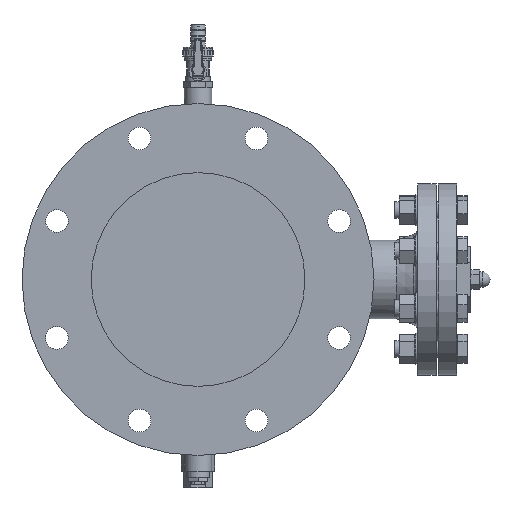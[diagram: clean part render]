
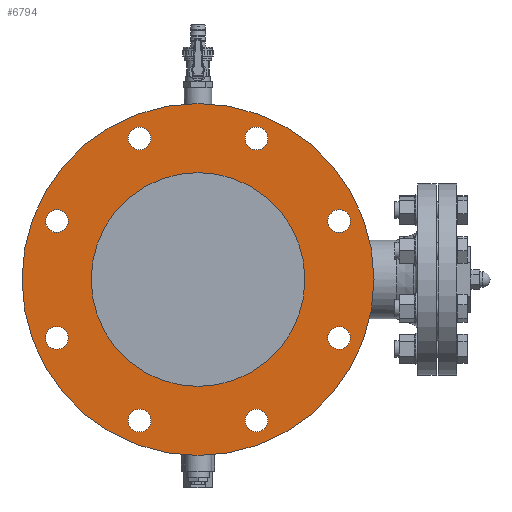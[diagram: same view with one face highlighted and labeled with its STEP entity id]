
A CAD part, left-side view. The second image highlights one B-rep face of the part: STEP entity #6794.
In plain terms, the highlighted planar face has unit normal (-1, 0, 0).
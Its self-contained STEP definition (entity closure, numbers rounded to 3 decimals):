
#408=FACE_BOUND('',#1786,.T.);
#409=FACE_BOUND('',#1787,.T.);
#410=FACE_BOUND('',#1788,.T.);
#411=FACE_BOUND('',#1789,.T.);
#412=FACE_BOUND('',#1790,.T.);
#413=FACE_BOUND('',#1791,.T.);
#414=FACE_BOUND('',#1792,.T.);
#415=FACE_BOUND('',#1793,.T.);
#416=FACE_BOUND('',#1794,.T.);
#660=CIRCLE('',#7423,11.);
#661=CIRCLE('',#7425,11.);
#662=CIRCLE('',#7427,11.);
#663=CIRCLE('',#7429,11.);
#664=CIRCLE('',#7431,11.);
#665=CIRCLE('',#7433,11.);
#666=CIRCLE('',#7435,11.);
#667=CIRCLE('',#7437,11.);
#668=CIRCLE('',#7439,170.);
#678=CIRCLE('',#7470,103.25);
#1134=FACE_OUTER_BOUND('',#1785,.T.);
#1785=EDGE_LOOP('',(#5714));
#1786=EDGE_LOOP('',(#5715));
#1787=EDGE_LOOP('',(#5716));
#1788=EDGE_LOOP('',(#5717));
#1789=EDGE_LOOP('',(#5718));
#1790=EDGE_LOOP('',(#5719));
#1791=EDGE_LOOP('',(#5720));
#1792=EDGE_LOOP('',(#5721));
#1793=EDGE_LOOP('',(#5722));
#1794=EDGE_LOOP('',(#5723));
#3389=VERTEX_POINT('',#11801);
#3390=VERTEX_POINT('',#11804);
#3391=VERTEX_POINT('',#11807);
#3392=VERTEX_POINT('',#11810);
#3393=VERTEX_POINT('',#11813);
#3394=VERTEX_POINT('',#11816);
#3395=VERTEX_POINT('',#11819);
#3396=VERTEX_POINT('',#11822);
#3397=VERTEX_POINT('',#11825);
#3420=VERTEX_POINT('',#11908);
#4175=EDGE_CURVE('',#3389,#3389,#660,.T.);
#4176=EDGE_CURVE('',#3390,#3390,#661,.T.);
#4177=EDGE_CURVE('',#3391,#3391,#662,.T.);
#4178=EDGE_CURVE('',#3392,#3392,#663,.T.);
#4179=EDGE_CURVE('',#3393,#3393,#664,.T.);
#4180=EDGE_CURVE('',#3394,#3394,#665,.T.);
#4181=EDGE_CURVE('',#3395,#3395,#666,.T.);
#4182=EDGE_CURVE('',#3396,#3396,#667,.T.);
#4183=EDGE_CURVE('',#3397,#3397,#668,.T.);
#4222=EDGE_CURVE('',#3420,#3420,#678,.T.);
#5714=ORIENTED_EDGE('',*,*,#4183,.F.);
#5715=ORIENTED_EDGE('',*,*,#4222,.T.);
#5716=ORIENTED_EDGE('',*,*,#4175,.T.);
#5717=ORIENTED_EDGE('',*,*,#4176,.T.);
#5718=ORIENTED_EDGE('',*,*,#4177,.T.);
#5719=ORIENTED_EDGE('',*,*,#4178,.T.);
#5720=ORIENTED_EDGE('',*,*,#4179,.T.);
#5721=ORIENTED_EDGE('',*,*,#4180,.T.);
#5722=ORIENTED_EDGE('',*,*,#4181,.T.);
#5723=ORIENTED_EDGE('',*,*,#4182,.T.);
#6409=PLANE('',#7469);
#6794=ADVANCED_FACE('',(#1134,#408,#409,#410,#411,#412,#413,#414,#415,#416),
#6409,.T.);
#7423=AXIS2_PLACEMENT_3D('',#11802,#9140,#9141);
#7425=AXIS2_PLACEMENT_3D('',#11805,#9144,#9145);
#7427=AXIS2_PLACEMENT_3D('',#11808,#9148,#9149);
#7429=AXIS2_PLACEMENT_3D('',#11811,#9152,#9153);
#7431=AXIS2_PLACEMENT_3D('',#11814,#9156,#9157);
#7433=AXIS2_PLACEMENT_3D('',#11817,#9160,#9161);
#7435=AXIS2_PLACEMENT_3D('',#11820,#9164,#9165);
#7437=AXIS2_PLACEMENT_3D('',#11823,#9168,#9169);
#7439=AXIS2_PLACEMENT_3D('',#11826,#9172,#9173);
#7469=AXIS2_PLACEMENT_3D('',#11907,#9261,#9262);
#7470=AXIS2_PLACEMENT_3D('',#11909,#9263,#9264);
#9140=DIRECTION('center_axis',(1.,0.,0.));
#9141=DIRECTION('ref_axis',(0.,0.707,-0.707));
#9144=DIRECTION('center_axis',(1.,0.,0.));
#9145=DIRECTION('ref_axis',(0.,0.,-1.));
#9148=DIRECTION('center_axis',(1.,0.,0.));
#9149=DIRECTION('ref_axis',(0.,-0.707,-0.707));
#9152=DIRECTION('center_axis',(1.,0.,0.));
#9153=DIRECTION('ref_axis',(0.,-1.,0.));
#9156=DIRECTION('center_axis',(1.,0.,0.));
#9157=DIRECTION('ref_axis',(0.,-0.707,0.707));
#9160=DIRECTION('center_axis',(1.,0.,0.));
#9161=DIRECTION('ref_axis',(0.,0.,1.));
#9164=DIRECTION('center_axis',(1.,0.,0.));
#9165=DIRECTION('ref_axis',(0.,0.707,0.707));
#9168=DIRECTION('center_axis',(1.,0.,0.));
#9169=DIRECTION('ref_axis',(0.,1.,0.));
#9172=DIRECTION('center_axis',(1.,0.,0.));
#9173=DIRECTION('ref_axis',(0.,1.,0.));
#9261=DIRECTION('center_axis',(-1.,0.,0.));
#9262=DIRECTION('ref_axis',(0.,-1.,0.));
#9263=DIRECTION('center_axis',(1.,0.,0.));
#9264=DIRECTION('ref_axis',(0.,1.,0.));
#11801=CARTESIAN_POINT('',(0.,128.494,-48.668));
#11802=CARTESIAN_POINT('Origin',(0.,136.272,-56.446));
#11804=CARTESIAN_POINT('',(0.,56.446,-125.272));
#11805=CARTESIAN_POINT('Origin',(0.,56.446,-136.272));
#11807=CARTESIAN_POINT('',(0.,-48.668,-128.494));
#11808=CARTESIAN_POINT('Origin',(0.,-56.446,-136.272));
#11810=CARTESIAN_POINT('',(0.,-125.272,-56.446));
#11811=CARTESIAN_POINT('Origin',(0.,-136.272,-56.446));
#11813=CARTESIAN_POINT('',(0.,-128.494,48.668));
#11814=CARTESIAN_POINT('Origin',(0.,-136.272,56.446));
#11816=CARTESIAN_POINT('',(0.,-56.446,125.272));
#11817=CARTESIAN_POINT('Origin',(0.,-56.446,136.272));
#11819=CARTESIAN_POINT('',(0.,48.668,128.494));
#11820=CARTESIAN_POINT('Origin',(0.,56.446,136.272));
#11822=CARTESIAN_POINT('',(0.,125.272,56.446));
#11823=CARTESIAN_POINT('Origin',(0.,136.272,56.446));
#11825=CARTESIAN_POINT('',(0.,0.,170.));
#11826=CARTESIAN_POINT('Origin',(0.,0.,0.));
#11907=CARTESIAN_POINT('Origin',(0.,0.,170.));
#11908=CARTESIAN_POINT('',(0.,-103.25,0.));
#11909=CARTESIAN_POINT('Origin',(0.,0.,0.));
